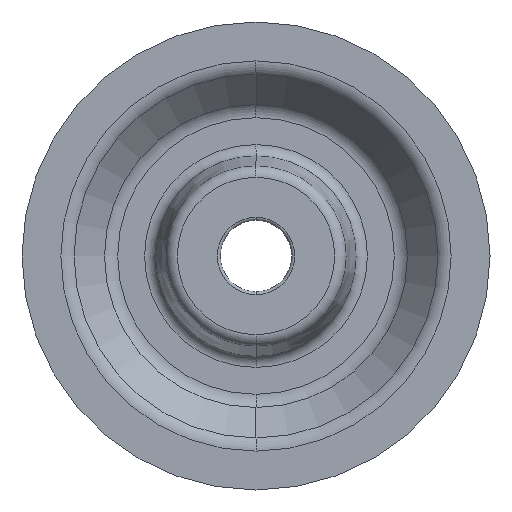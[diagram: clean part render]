
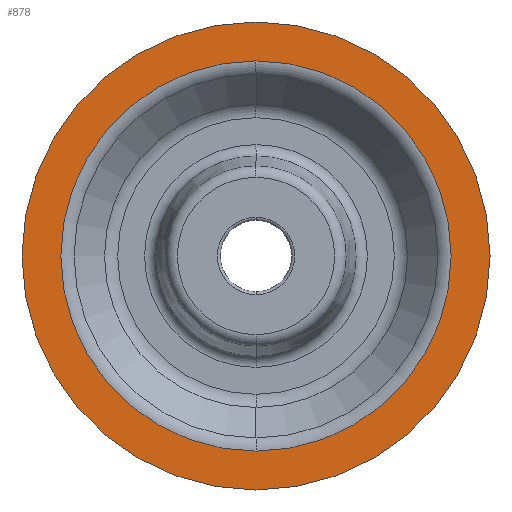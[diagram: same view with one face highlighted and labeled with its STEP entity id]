
A CAD part, left-side view. The second image highlights one B-rep face of the part: STEP entity #878.
In plain terms, the highlighted planar face has unit normal (-1, 0, 0).
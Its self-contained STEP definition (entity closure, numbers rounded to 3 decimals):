
#19 = DIRECTION ( 'NONE',  ( 0., 0., -1. ) ) ;
#26 = EDGE_CURVE ( 'NONE', #1310, #349, #983, .T. ) ;
#80 = CARTESIAN_POINT ( 'NONE',  ( -11., 0., 0. ) ) ;
#149 = VERTEX_POINT ( 'NONE', #306 ) ;
#163 = FACE_BOUND ( 'NONE', #1160, .T. ) ;
#172 = PLANE ( 'NONE',  #247 ) ;
#242 = CIRCLE ( 'NONE', #1291, 40. ) ;
#247 = AXIS2_PLACEMENT_3D ( 'NONE', #613, #376, #603 ) ;
#306 = CARTESIAN_POINT ( 'NONE',  ( -11., 0., 40. ) ) ;
#336 = AXIS2_PLACEMENT_3D ( 'NONE', #350, #445, #19 ) ;
#349 = VERTEX_POINT ( 'NONE', #656 ) ;
#350 = CARTESIAN_POINT ( 'NONE',  ( -11., 0., 0. ) ) ;
#376 = DIRECTION ( 'NONE',  ( 1., 0., 0. ) ) ;
#445 = DIRECTION ( 'NONE',  ( 1., 0., 0. ) ) ;
#478 = EDGE_LOOP ( 'NONE', ( #497, #1325 ) ) ;
#484 = ORIENTED_EDGE ( 'NONE', *, *, #26, .T. ) ;
#497 = ORIENTED_EDGE ( 'NONE', *, *, #866, .T. ) ;
#519 = DIRECTION ( 'NONE',  ( 1., 0., 0. ) ) ;
#570 = AXIS2_PLACEMENT_3D ( 'NONE', #1245, #833, #727 ) ;
#603 = DIRECTION ( 'NONE',  ( 0., 0., -1. ) ) ;
#613 = CARTESIAN_POINT ( 'NONE',  ( -11., 32., 0. ) ) ;
#638 = CARTESIAN_POINT ( 'NONE',  ( -11., 0., -40. ) ) ;
#653 = VERTEX_POINT ( 'NONE', #638 ) ;
#656 = CARTESIAN_POINT ( 'NONE',  ( -11., 0., 33.361 ) ) ;
#727 = DIRECTION ( 'NONE',  ( 0., 0., 1. ) ) ;
#746 = EDGE_CURVE ( 'NONE', #349, #1310, #862, .T. ) ;
#804 = CARTESIAN_POINT ( 'NONE',  ( -11., 0., 0. ) ) ;
#811 = ORIENTED_EDGE ( 'NONE', *, *, #746, .T. ) ;
#829 = DIRECTION ( 'NONE',  ( 0., 0., -1. ) ) ;
#832 = CARTESIAN_POINT ( 'NONE',  ( -11., 0., -33.361 ) ) ;
#833 = DIRECTION ( 'NONE',  ( -1., 0., 0. ) ) ;
#862 = CIRCLE ( 'NONE', #336, 33.361 ) ;
#866 = EDGE_CURVE ( 'NONE', #149, #653, #1177, .T. ) ;
#878 = ADVANCED_FACE ( 'NONE', ( #163, #1108 ), #172, .F. ) ;
#921 = AXIS2_PLACEMENT_3D ( 'NONE', #80, #519, #829 ) ;
#983 = CIRCLE ( 'NONE', #921, 33.361 ) ;
#1044 = DIRECTION ( 'NONE',  ( -1., 0., 0. ) ) ;
#1108 = FACE_OUTER_BOUND ( 'NONE', #478, .T. ) ;
#1160 = EDGE_LOOP ( 'NONE', ( #484, #811 ) ) ;
#1177 = CIRCLE ( 'NONE', #570, 40. ) ;
#1245 = CARTESIAN_POINT ( 'NONE',  ( -11., 0., 0. ) ) ;
#1291 = AXIS2_PLACEMENT_3D ( 'NONE', #804, #1044, #1372 ) ;
#1310 = VERTEX_POINT ( 'NONE', #832 ) ;
#1325 = ORIENTED_EDGE ( 'NONE', *, *, #1374, .T. ) ;
#1372 = DIRECTION ( 'NONE',  ( 0., 0., 1. ) ) ;
#1374 = EDGE_CURVE ( 'NONE', #653, #149, #242, .T. ) ;
